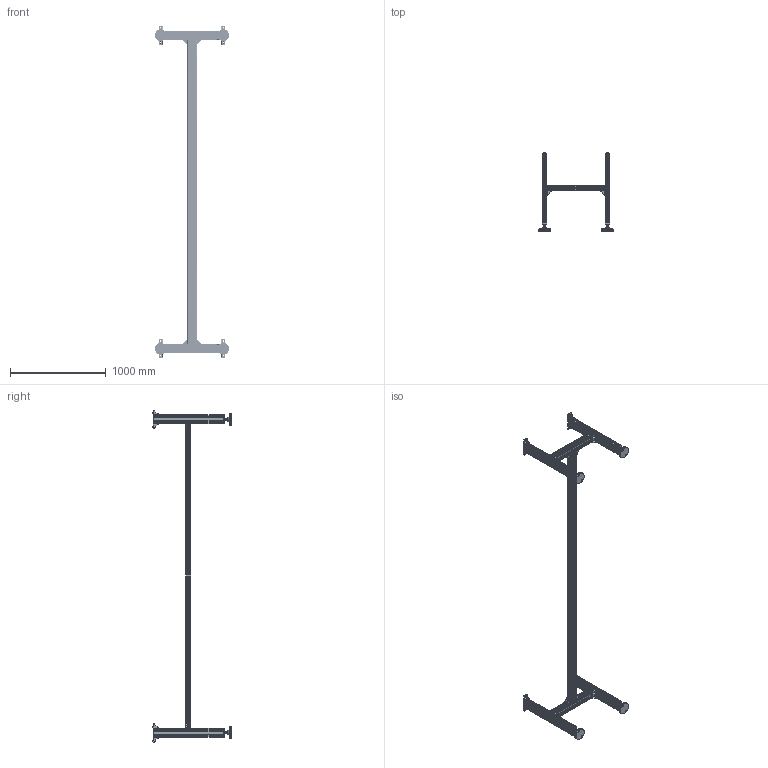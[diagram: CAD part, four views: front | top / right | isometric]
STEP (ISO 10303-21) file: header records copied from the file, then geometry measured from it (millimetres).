
FILE_DESCRIPTION(('FreeCAD Model'),'2;1');
FILE_NAME('Open CASCADE Shape Model','2025-05-07T20:40:20',('FreeCAD'),( 'FreeCAD'),'Open CASCADE STEP processor 7.6','FreeCAD','Unknown');
FILE_SCHEMA(('AUTOMOTIVE_DESIGN { 1 0 10303 214 1 1 1 1 }'));
Products named in the file (1): Open CASCADE STEP translator 7.6 1
Bounding box: 777 x 821.32 x 3472.25 mm (x, y, z)
Volume: 14081696.9 mm3; surface area: 7385804.7 mm2
Topology: 119 solids, 119 shells, 3652 faces, 9646 edges, 6328 vertices
Faces by surface type: bspline 3652
Entity records: 113738 total; most frequent: CARTESIAN_POINT 56745, ORIENTED_EDGE 19292, EDGE_CURVE 9646, B_SPLINE_CURVE_WITH_KNOTS 7226, VERTEX_POINT 6328, FACE_BOUND 4054, EDGE_LOOP 4054, ADVANCED_FACE 3652
